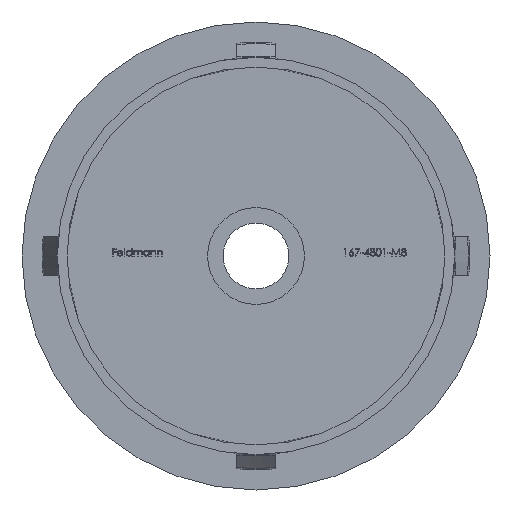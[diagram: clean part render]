
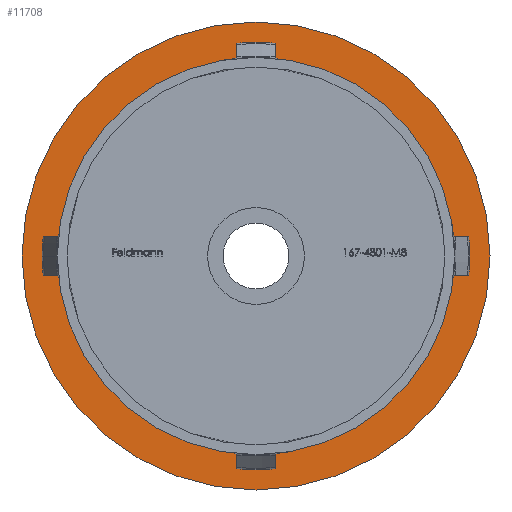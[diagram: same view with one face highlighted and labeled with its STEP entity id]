
A CAD part, front view. The second image highlights one B-rep face of the part: STEP entity #11708.
In plain terms, the highlighted planar face has unit normal (0, -1, 0).
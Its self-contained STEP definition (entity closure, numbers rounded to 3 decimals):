
#75 = CIRCLE ( 'NONE', #5582, 20.5 ) ;
#411 = DIRECTION ( 'NONE',  ( 0., 1., 0. ) ) ;
#518 = FACE_BOUND ( 'NONE', #16184, .T. ) ;
#630 = DIRECTION ( 'NONE',  ( 0., 1., 0. ) ) ;
#1657 = DIRECTION ( 'NONE',  ( -1., 0., 0. ) ) ;
#1897 = EDGE_CURVE ( 'NONE', #4029, #16092, #75, .T. ) ;
#2767 = CARTESIAN_POINT ( 'NONE',  ( 24.15, 25.7, 0. ) ) ;
#3001 = AXIS2_PLACEMENT_3D ( 'NONE', #12997, #14196, #1657 ) ;
#3120 = ORIENTED_EDGE ( 'NONE', *, *, #7325, .F. ) ;
#3289 = CARTESIAN_POINT ( 'NONE',  ( -20.5, 25.7, 0. ) ) ;
#4029 = VERTEX_POINT ( 'NONE', #4773 ) ;
#4626 = AXIS2_PLACEMENT_3D ( 'NONE', #9212, #411, #15661 ) ;
#4699 = AXIS2_PLACEMENT_3D ( 'NONE', #5821, #630, #6862 ) ;
#4773 = CARTESIAN_POINT ( 'NONE',  ( 20.5, 25.7, 0. ) ) ;
#5582 = AXIS2_PLACEMENT_3D ( 'NONE', #12754, #14008, #15296 ) ;
#5606 = EDGE_CURVE ( 'NONE', #12815, #16348, #13167, .T. ) ;
#5821 = CARTESIAN_POINT ( 'NONE',  ( 0., 25.7, 0. ) ) ;
#6089 = ORIENTED_EDGE ( 'NONE', *, *, #5606, .F. ) ;
#6326 = ORIENTED_EDGE ( 'NONE', *, *, #11252, .T. ) ;
#6749 = CIRCLE ( 'NONE', #4699, 24.15 ) ;
#6862 = DIRECTION ( 'NONE',  ( -1., 0., 0. ) ) ;
#7325 = EDGE_CURVE ( 'NONE', #16348, #12815, #6749, .T. ) ;
#7617 = AXIS2_PLACEMENT_3D ( 'NONE', #16273, #13661, #12406 ) ;
#7922 = PLANE ( 'NONE',  #4626 ) ;
#9212 = CARTESIAN_POINT ( 'NONE',  ( 24.15, 25.7, 0. ) ) ;
#10648 = EDGE_LOOP ( 'NONE', ( #3120, #6089 ) ) ;
#11252 = EDGE_CURVE ( 'NONE', #16092, #4029, #14223, .T. ) ;
#11477 = FACE_OUTER_BOUND ( 'NONE', #10648, .T. ) ;
#11708 = ADVANCED_FACE ( 'NONE', ( #11477, #518 ), #7922, .F. ) ;
#12406 = DIRECTION ( 'NONE',  ( -1., 0., 0. ) ) ;
#12754 = CARTESIAN_POINT ( 'NONE',  ( 0., 25.7, 0. ) ) ;
#12815 = VERTEX_POINT ( 'NONE', #2767 ) ;
#12997 = CARTESIAN_POINT ( 'NONE',  ( 0., 25.7, 0. ) ) ;
#13167 = CIRCLE ( 'NONE', #7617, 24.15 ) ;
#13661 = DIRECTION ( 'NONE',  ( 0., 1., 0. ) ) ;
#14008 = DIRECTION ( 'NONE',  ( 0., 1., 0. ) ) ;
#14196 = DIRECTION ( 'NONE',  ( 0., 1., 0. ) ) ;
#14223 = CIRCLE ( 'NONE', #3001, 20.5 ) ;
#15296 = DIRECTION ( 'NONE',  ( -1., 0., 0. ) ) ;
#15350 = ORIENTED_EDGE ( 'NONE', *, *, #1897, .T. ) ;
#15661 = DIRECTION ( 'NONE',  ( -1., 0., 0. ) ) ;
#15695 = CARTESIAN_POINT ( 'NONE',  ( -24.15, 25.7, 0. ) ) ;
#16092 = VERTEX_POINT ( 'NONE', #3289 ) ;
#16184 = EDGE_LOOP ( 'NONE', ( #6326, #15350 ) ) ;
#16273 = CARTESIAN_POINT ( 'NONE',  ( 0., 25.7, 0. ) ) ;
#16348 = VERTEX_POINT ( 'NONE', #15695 ) ;
